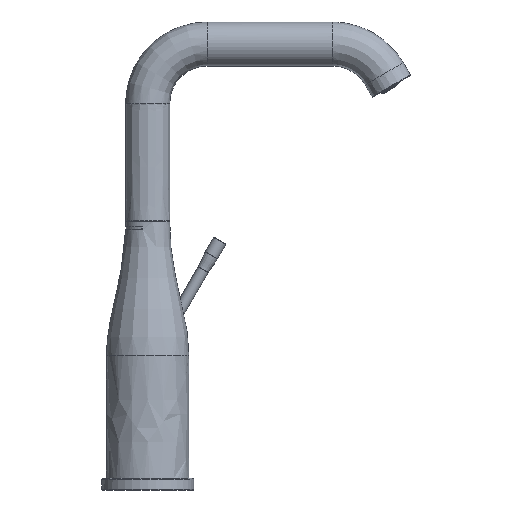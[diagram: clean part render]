
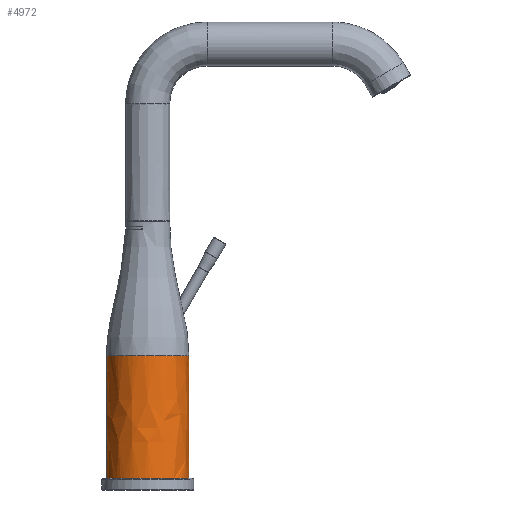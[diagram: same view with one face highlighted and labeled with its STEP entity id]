
A CAD part, front view. The second image highlights one B-rep face of the part: STEP entity #4972.
In plain terms, the highlighted free-form (B-spline) face has degree [3, 3] with [7, 4] control points.
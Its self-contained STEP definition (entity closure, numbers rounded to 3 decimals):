
#39=B_SPLINE_SURFACE_WITH_KNOTS('',3,3,((#12651,#12652,#12653,#12654),(#12655,
#12656,#12657,#12658),(#12659,#12660,#12661,#12662),(#12663,#12664,#12665,
#12666),(#12667,#12668,#12669,#12670),(#12671,#12672,#12673,#12674),(#12675,
#12676,#12677,#12678)),.SURF_OF_LINEAR_EXTRUSION.,.F.,.F.,.F.,(4,1,1,1,
4),(4,4),(6.,7.,8.,9.,10.),(0.004,1.),.UNSPECIFIED.);
#270=B_SPLINE_CURVE_WITH_KNOTS('',3,(#12142,#12143,#12144,#12145,#12146,
#12147,#12148,#12149,#12150,#12151,#12152,#12153,#12154,#12155,#12156,#12157,
#12158),.UNSPECIFIED.,.F.,.F.,(4,1,1,1,1,1,1,1,1,1,1,1,1,1,4),(-0.051,
-0.042,-0.038,-0.034,-0.03,
-0.025,-0.021,-0.017,-0.013,
-0.008,-0.004,0.,0.004,
0.009,0.017),.UNSPECIFIED.);
#290=B_SPLINE_CURVE_WITH_KNOTS('',3,(#12626,#12627,#12628,#12629),
 .UNSPECIFIED.,.F.,.F.,(4,4),(0.012,0.903),
 .UNSPECIFIED.);
#291=B_SPLINE_CURVE_WITH_KNOTS('',3,(#12633,#12634,#12635,#12636),
 .UNSPECIFIED.,.F.,.F.,(4,4),(0.062,1.),.UNSPECIFIED.);
#294=B_SPLINE_CURVE_WITH_KNOTS('',3,(#12647,#12648,#12649,#12650),
 .UNSPECIFIED.,.F.,.F.,(4,4),(0.,0.996),.UNSPECIFIED.);
#295=B_SPLINE_CURVE_WITH_KNOTS('',3,(#12679,#12680,#12681,#12682,#12683,
#12684,#12685),.UNSPECIFIED.,.F.,.F.,(4,1,1,1,4),(0.,0.25,0.5,0.75,1.),
 .UNSPECIFIED.);
#897=LINE('',#12631,#1413);
#1413=VECTOR('',#6910,1000.);
#2484=ORIENTED_EDGE('',*,*,#3439,.T.);
#2485=ORIENTED_EDGE('',*,*,#3408,.T.);
#2486=ORIENTED_EDGE('',*,*,#3444,.T.);
#2487=ORIENTED_EDGE('',*,*,#3445,.F.);
#2488=ORIENTED_EDGE('',*,*,#3441,.T.);
#2489=ORIENTED_EDGE('',*,*,#3440,.F.);
#3408=EDGE_CURVE('',#4267,#4266,#270,.T.);
#3439=EDGE_CURVE('',#4289,#4267,#290,.F.);
#3440=EDGE_CURVE('',#4289,#4290,#897,.T.);
#3441=EDGE_CURVE('',#4291,#4290,#291,.F.);
#3444=EDGE_CURVE('',#4266,#4292,#294,.F.);
#3445=EDGE_CURVE('',#4291,#4292,#295,.F.);
#4266=VERTEX_POINT('',#12141);
#4267=VERTEX_POINT('',#12159);
#4289=VERTEX_POINT('',#12630);
#4290=VERTEX_POINT('',#12632);
#4291=VERTEX_POINT('',#12637);
#4292=VERTEX_POINT('',#12646);
#4655=EDGE_LOOP('',(#2484,#2485,#2486,#2487,#2488,#2489));
#4842=FACE_BOUND('',#4655,.T.);
#4972=ADVANCED_FACE('',(#4842),#39,.T.);
#6910=DIRECTION('',(0.,0.,1.));
#12141=CARTESIAN_POINT('',(21.5,0.,2.2));
#12142=CARTESIAN_POINT('',(-21.5,0.,2.2));
#12143=CARTESIAN_POINT('',(-21.5,-2.83,2.2));
#12144=CARTESIAN_POINT('',(-20.621,-7.026,2.2));
#12145=CARTESIAN_POINT('',(-17.987,-12.001,2.2));
#12146=CARTESIAN_POINT('',(-15.308,-15.306,2.2));
#12147=CARTESIAN_POINT('',(-12.,-17.988,2.2));
#12148=CARTESIAN_POINT('',(-8.27,-19.962,2.2));
#12149=CARTESIAN_POINT('',(-4.233,-21.205,2.2));
#12150=CARTESIAN_POINT('',(-0.001,-21.648,2.2));
#12151=CARTESIAN_POINT('',(4.234,-21.205,2.2));
#12152=CARTESIAN_POINT('',(8.268,-19.963,2.2));
#12153=CARTESIAN_POINT('',(12.001,-17.987,2.2));
#12154=CARTESIAN_POINT('',(15.306,-15.308,2.2));
#12155=CARTESIAN_POINT('',(17.988,-12.,2.2));
#12156=CARTESIAN_POINT('',(20.62,-7.027,2.2));
#12157=CARTESIAN_POINT('',(21.5,-2.83,2.2));
#12158=CARTESIAN_POINT('',(21.5,0.,2.2));
#12159=CARTESIAN_POINT('',(-21.5,0.,2.2));
#12626=CARTESIAN_POINT('',(-21.5,0.,2.2));
#12627=CARTESIAN_POINT('',(-21.5,0.,7.213));
#12628=CARTESIAN_POINT('',(-21.5,0.,12.723));
#12629=CARTESIAN_POINT('',(-21.5,0.,18.586));
#12630=CARTESIAN_POINT('',(-21.5,0.,18.586));
#12631=CARTESIAN_POINT('',(-21.5,0.,18.586));
#12632=CARTESIAN_POINT('',(-21.5,0.,35.414));
#12633=CARTESIAN_POINT('',(-21.5,0.,35.414));
#12634=CARTESIAN_POINT('',(-21.5,0.,45.258));
#12635=CARTESIAN_POINT('',(-21.5,0.,55.629));
#12636=CARTESIAN_POINT('',(-21.5,0.,66.));
#12637=CARTESIAN_POINT('',(-21.5,0.,66.));
#12646=CARTESIAN_POINT('',(21.5,0.,66.));
#12647=CARTESIAN_POINT('',(21.5,0.,66.));
#12648=CARTESIAN_POINT('',(21.5,0.,42.756));
#12649=CARTESIAN_POINT('',(21.5,0.,19.513));
#12650=CARTESIAN_POINT('',(21.5,0.,2.2));
#12651=CARTESIAN_POINT('',(-21.5,0.,2.2));
#12652=CARTESIAN_POINT('',(-21.5,0.,19.513));
#12653=CARTESIAN_POINT('',(-21.5,0.,42.756));
#12654=CARTESIAN_POINT('',(-21.5,0.,66.));
#12655=CARTESIAN_POINT('',(-21.5,-5.616,2.2));
#12656=CARTESIAN_POINT('',(-21.5,-5.616,19.513));
#12657=CARTESIAN_POINT('',(-21.5,-5.616,42.756));
#12658=CARTESIAN_POINT('',(-21.5,-5.616,66.));
#12659=CARTESIAN_POINT('',(-16.848,-16.848,2.2));
#12660=CARTESIAN_POINT('',(-16.848,-16.848,19.513));
#12661=CARTESIAN_POINT('',(-16.848,-16.848,42.756));
#12662=CARTESIAN_POINT('',(-16.848,-16.848,66.));
#12663=CARTESIAN_POINT('',(0.,-23.826,2.2));
#12664=CARTESIAN_POINT('',(0.,-23.826,19.513));
#12665=CARTESIAN_POINT('',(0.,-23.826,42.756));
#12666=CARTESIAN_POINT('',(0.,-23.826,66.));
#12667=CARTESIAN_POINT('',(16.848,-16.848,2.2));
#12668=CARTESIAN_POINT('',(16.848,-16.848,19.513));
#12669=CARTESIAN_POINT('',(16.848,-16.848,42.756));
#12670=CARTESIAN_POINT('',(16.848,-16.848,66.));
#12671=CARTESIAN_POINT('',(21.5,-5.616,2.2));
#12672=CARTESIAN_POINT('',(21.5,-5.616,19.513));
#12673=CARTESIAN_POINT('',(21.5,-5.616,42.756));
#12674=CARTESIAN_POINT('',(21.5,-5.616,66.));
#12675=CARTESIAN_POINT('',(21.5,0.,2.2));
#12676=CARTESIAN_POINT('',(21.5,0.,19.513));
#12677=CARTESIAN_POINT('',(21.5,0.,42.756));
#12678=CARTESIAN_POINT('',(21.5,0.,66.));
#12679=CARTESIAN_POINT('',(21.5,0.,66.));
#12680=CARTESIAN_POINT('',(21.5,-5.616,66.));
#12681=CARTESIAN_POINT('',(16.848,-16.848,66.));
#12682=CARTESIAN_POINT('',(0.,-23.826,66.));
#12683=CARTESIAN_POINT('',(-16.848,-16.848,66.));
#12684=CARTESIAN_POINT('',(-21.5,-5.616,66.));
#12685=CARTESIAN_POINT('',(-21.5,0.,66.));
